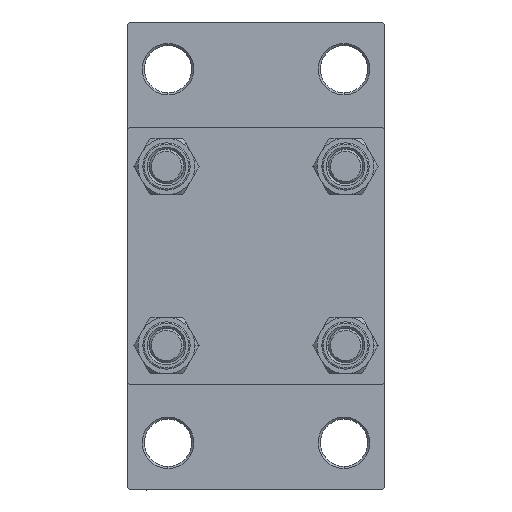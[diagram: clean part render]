
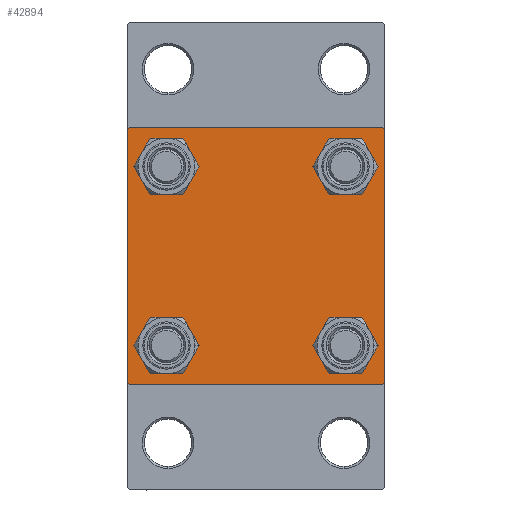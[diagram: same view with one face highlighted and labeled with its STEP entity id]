
A CAD part, left-side view. The second image highlights one B-rep face of the part: STEP entity #42894.
In plain terms, the highlighted planar face has unit normal (-1, 0, 0).
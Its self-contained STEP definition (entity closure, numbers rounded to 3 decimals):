
#349 = LINE ( 'NONE', #3700, #13872 ) ;
#1008 = ORIENTED_EDGE ( 'NONE', *, *, #26357, .T. ) ;
#1105 = ORIENTED_EDGE ( 'NONE', *, *, #4433, .T. ) ;
#1557 = VERTEX_POINT ( 'NONE', #17228 ) ;
#2021 = DIRECTION ( 'NONE',  ( 0., -0.707, -0.707 ) ) ;
#2251 = DIRECTION ( 'NONE',  ( 1., 0., 0. ) ) ;
#2498 = LINE ( 'NONE', #35141, #29261 ) ;
#2668 = VECTOR ( 'NONE', #17201, 1000. ) ;
#3281 = EDGE_CURVE ( 'NONE', #20563, #23853, #33438, .T. ) ;
#3433 = EDGE_LOOP ( 'NONE', ( #1105, #9941 ) ) ;
#3700 = CARTESIAN_POINT ( 'NONE',  ( 0., 30., 30. ) ) ;
#3726 = LINE ( 'NONE', #7319, #47433 ) ;
#4296 = CARTESIAN_POINT ( 'NONE',  ( 0., -30., 30. ) ) ;
#4433 = EDGE_CURVE ( 'NONE', #8607, #36080, #41141, .T. ) ;
#4531 = DIRECTION ( 'NONE',  ( 0., 0., -1. ) ) ;
#4701 = DIRECTION ( 'NONE',  ( 1., 0., 0. ) ) ;
#4802 = PLANE ( 'NONE',  #11051 ) ;
#5270 = VECTOR ( 'NONE', #46604, 1000. ) ;
#5290 = CIRCLE ( 'NONE', #41322, 4.5 ) ;
#5447 = CIRCLE ( 'NONE', #43735, 4.5 ) ;
#5562 = ORIENTED_EDGE ( 'NONE', *, *, #24614, .T. ) ;
#6362 = DIRECTION ( 'NONE',  ( 0., 0., 1. ) ) ;
#7179 = LINE ( 'NONE', #4296, #23237 ) ;
#7319 = CARTESIAN_POINT ( 'NONE',  ( 0., 30., 30. ) ) ;
#7326 = VERTEX_POINT ( 'NONE', #11924 ) ;
#7668 = AXIS2_PLACEMENT_3D ( 'NONE', #31802, #24605, #6362 ) ;
#7937 = FACE_BOUND ( 'NONE', #12506, .T. ) ;
#8165 = AXIS2_PLACEMENT_3D ( 'NONE', #22599, #37232, #24015 ) ;
#8607 = VERTEX_POINT ( 'NONE', #32217 ) ;
#8845 = CARTESIAN_POINT ( 'NONE',  ( 0., -30., 29.5 ) ) ;
#9224 = ORIENTED_EDGE ( 'NONE', *, *, #24993, .T. ) ;
#9610 = DIRECTION ( 'NONE',  ( 1., 0., 0. ) ) ;
#9941 = ORIENTED_EDGE ( 'NONE', *, *, #24075, .T. ) ;
#10348 = CARTESIAN_POINT ( 'NONE',  ( 0., 30., -30. ) ) ;
#11051 = AXIS2_PLACEMENT_3D ( 'NONE', #33128, #32885, #33854 ) ;
#11111 = ORIENTED_EDGE ( 'NONE', *, *, #26010, .T. ) ;
#11650 = VERTEX_POINT ( 'NONE', #47314 ) ;
#11885 = ORIENTED_EDGE ( 'NONE', *, *, #13525, .T. ) ;
#11924 = CARTESIAN_POINT ( 'NONE',  ( 0., 30., 29.5 ) ) ;
#12003 = FACE_BOUND ( 'NONE', #36795, .T. ) ;
#12184 = VERTEX_POINT ( 'NONE', #21042 ) ;
#12506 = EDGE_LOOP ( 'NONE', ( #37963, #1008 ) ) ;
#12634 = CIRCLE ( 'NONE', #16474, 4.5 ) ;
#13525 = EDGE_CURVE ( 'NONE', #43910, #36309, #28835, .T. ) ;
#13769 = CIRCLE ( 'NONE', #7668, 4.5 ) ;
#13872 = VECTOR ( 'NONE', #33448, 1000. ) ;
#13938 = CARTESIAN_POINT ( 'NONE',  ( 0., 29.5, -30. ) ) ;
#14475 = ORIENTED_EDGE ( 'NONE', *, *, #31766, .T. ) ;
#14584 = CARTESIAN_POINT ( 'NONE',  ( 0., 20.85, -25.35 ) ) ;
#15734 = DIRECTION ( 'NONE',  ( 0., 0., 1. ) ) ;
#16122 = CARTESIAN_POINT ( 'NONE',  ( 0., -20.85, 20.85 ) ) ;
#16474 = AXIS2_PLACEMENT_3D ( 'NONE', #31838, #35441, #46713 ) ;
#16745 = EDGE_LOOP ( 'NONE', ( #9224, #29403, #11885, #24102, #20538, #5562, #34965, #14475 ) ) ;
#16888 = DIRECTION ( 'NONE',  ( 0., 0., 1. ) ) ;
#17062 = DIRECTION ( 'NONE',  ( 1., 0., 0. ) ) ;
#17201 = DIRECTION ( 'NONE',  ( 0., -0.707, 0.707 ) ) ;
#17228 = CARTESIAN_POINT ( 'NONE',  ( 0., 20.85, -16.35 ) ) ;
#17675 = EDGE_CURVE ( 'NONE', #37701, #1557, #5447, .T. ) ;
#20319 = VERTEX_POINT ( 'NONE', #45597 ) ;
#20332 = LINE ( 'NONE', #46016, #2668 ) ;
#20538 = ORIENTED_EDGE ( 'NONE', *, *, #39674, .F. ) ;
#20563 = VERTEX_POINT ( 'NONE', #30840 ) ;
#20628 = CIRCLE ( 'NONE', #29820, 4.5 ) ;
#20912 = CARTESIAN_POINT ( 'NONE',  ( 0., 29.75, 29.75 ) ) ;
#21038 = VERTEX_POINT ( 'NONE', #36611 ) ;
#21042 = CARTESIAN_POINT ( 'NONE',  ( 0., 30., -29.5 ) ) ;
#22599 = CARTESIAN_POINT ( 'NONE',  ( 0., -20.85, 20.85 ) ) ;
#23237 = VECTOR ( 'NONE', #4531, 1000. ) ;
#23853 = VERTEX_POINT ( 'NONE', #30863 ) ;
#24015 = DIRECTION ( 'NONE',  ( 0., 0., 1. ) ) ;
#24075 = EDGE_CURVE ( 'NONE', #36080, #8607, #13769, .T. ) ;
#24102 = ORIENTED_EDGE ( 'NONE', *, *, #44495, .T. ) ;
#24366 = VERTEX_POINT ( 'NONE', #8845 ) ;
#24605 = DIRECTION ( 'NONE',  ( 1., 0., 0. ) ) ;
#24614 = EDGE_CURVE ( 'NONE', #24366, #37080, #39538, .T. ) ;
#24731 = CARTESIAN_POINT ( 'NONE',  ( 0., 20.85, -20.85 ) ) ;
#24841 = ORIENTED_EDGE ( 'NONE', *, *, #17675, .T. ) ;
#24993 = EDGE_CURVE ( 'NONE', #7326, #12184, #3726, .T. ) ;
#25359 = CARTESIAN_POINT ( 'NONE',  ( 0., 20.85, 20.85 ) ) ;
#26010 = EDGE_CURVE ( 'NONE', #20319, #29998, #5290, .T. ) ;
#26309 = CARTESIAN_POINT ( 'NONE',  ( 0., 20.85, -20.85 ) ) ;
#26357 = EDGE_CURVE ( 'NONE', #23853, #20563, #20628, .T. ) ;
#26405 = FACE_BOUND ( 'NONE', #3433, .T. ) ;
#27211 = EDGE_CURVE ( 'NONE', #1557, #37701, #46702, .T. ) ;
#27372 = EDGE_LOOP ( 'NONE', ( #31372, #11111 ) ) ;
#28237 = DIRECTION ( 'NONE',  ( 1., 0., 0. ) ) ;
#28333 = VECTOR ( 'NONE', #29214, 1000. ) ;
#28835 = LINE ( 'NONE', #10348, #5270 ) ;
#29214 = DIRECTION ( 'NONE',  ( 0., 0.707, 0.707 ) ) ;
#29261 = VECTOR ( 'NONE', #2021, 1000. ) ;
#29283 = FACE_BOUND ( 'NONE', #27372, .T. ) ;
#29403 = ORIENTED_EDGE ( 'NONE', *, *, #33009, .T. ) ;
#29820 = AXIS2_PLACEMENT_3D ( 'NONE', #16122, #17062, #45408 ) ;
#29998 = VERTEX_POINT ( 'NONE', #42466 ) ;
#30840 = CARTESIAN_POINT ( 'NONE',  ( 0., -20.85, 25.35 ) ) ;
#30863 = CARTESIAN_POINT ( 'NONE',  ( 0., -20.85, 16.35 ) ) ;
#31372 = ORIENTED_EDGE ( 'NONE', *, *, #43609, .T. ) ;
#31396 = AXIS2_PLACEMENT_3D ( 'NONE', #26309, #4701, #15734 ) ;
#31455 = EDGE_CURVE ( 'NONE', #21038, #37080, #349, .T. ) ;
#31766 = EDGE_CURVE ( 'NONE', #21038, #7326, #39165, .T. ) ;
#31802 = CARTESIAN_POINT ( 'NONE',  ( 0., 20.85, 20.85 ) ) ;
#31838 = CARTESIAN_POINT ( 'NONE',  ( 0., -20.85, -20.85 ) ) ;
#31953 = DIRECTION ( 'NONE',  ( 0., 0.707, -0.707 ) ) ;
#32217 = CARTESIAN_POINT ( 'NONE',  ( 0., 20.85, 25.35 ) ) ;
#32814 = ORIENTED_EDGE ( 'NONE', *, *, #27211, .T. ) ;
#32885 = DIRECTION ( 'NONE',  ( -1., 0., 0. ) ) ;
#33009 = EDGE_CURVE ( 'NONE', #12184, #43910, #2498, .T. ) ;
#33057 = CARTESIAN_POINT ( 'NONE',  ( 0., -29.75, 29.75 ) ) ;
#33128 = CARTESIAN_POINT ( 'NONE',  ( 0., 0., 0. ) ) ;
#33438 = CIRCLE ( 'NONE', #8165, 4.5 ) ;
#33448 = DIRECTION ( 'NONE',  ( 0., -1., 0. ) ) ;
#33854 = DIRECTION ( 'NONE',  ( 0., 0., 1. ) ) ;
#34965 = ORIENTED_EDGE ( 'NONE', *, *, #31455, .F. ) ;
#35129 = CARTESIAN_POINT ( 'NONE',  ( 0., -20.85, -20.85 ) ) ;
#35141 = CARTESIAN_POINT ( 'NONE',  ( 0., 29.75, -29.75 ) ) ;
#35441 = DIRECTION ( 'NONE',  ( 1., 0., 0. ) ) ;
#35675 = DIRECTION ( 'NONE',  ( 0., 0., 1. ) ) ;
#36080 = VERTEX_POINT ( 'NONE', #43381 ) ;
#36309 = VERTEX_POINT ( 'NONE', #46219 ) ;
#36611 = CARTESIAN_POINT ( 'NONE',  ( 0., 29.5, 30. ) ) ;
#36795 = EDGE_LOOP ( 'NONE', ( #32814, #24841 ) ) ;
#37080 = VERTEX_POINT ( 'NONE', #45820 ) ;
#37232 = DIRECTION ( 'NONE',  ( 1., 0., 0. ) ) ;
#37449 = FACE_OUTER_BOUND ( 'NONE', #16745, .T. ) ;
#37701 = VERTEX_POINT ( 'NONE', #14584 ) ;
#37963 = ORIENTED_EDGE ( 'NONE', *, *, #3281, .T. ) ;
#39165 = LINE ( 'NONE', #20912, #39949 ) ;
#39538 = LINE ( 'NONE', #33057, #28333 ) ;
#39674 = EDGE_CURVE ( 'NONE', #24366, #11650, #7179, .T. ) ;
#39949 = VECTOR ( 'NONE', #31953, 1000. ) ;
#40191 = DIRECTION ( 'NONE',  ( 0., 0., -1. ) ) ;
#41141 = CIRCLE ( 'NONE', #43436, 4.5 ) ;
#41322 = AXIS2_PLACEMENT_3D ( 'NONE', #35129, #2251, #16888 ) ;
#42466 = CARTESIAN_POINT ( 'NONE',  ( 0., -20.85, -16.35 ) ) ;
#42501 = DIRECTION ( 'NONE',  ( 0., 0., 1. ) ) ;
#42894 = ADVANCED_FACE ( 'NONE', ( #7937, #29283, #12003, #26405, #37449 ), #4802, .T. ) ;
#43381 = CARTESIAN_POINT ( 'NONE',  ( 0., 20.85, 16.35 ) ) ;
#43436 = AXIS2_PLACEMENT_3D ( 'NONE', #25359, #28237, #35675 ) ;
#43609 = EDGE_CURVE ( 'NONE', #29998, #20319, #12634, .T. ) ;
#43735 = AXIS2_PLACEMENT_3D ( 'NONE', #24731, #9610, #42501 ) ;
#43910 = VERTEX_POINT ( 'NONE', #13938 ) ;
#44495 = EDGE_CURVE ( 'NONE', #36309, #11650, #20332, .T. ) ;
#45408 = DIRECTION ( 'NONE',  ( 0., 0., 1. ) ) ;
#45597 = CARTESIAN_POINT ( 'NONE',  ( 0., -20.85, -25.35 ) ) ;
#45820 = CARTESIAN_POINT ( 'NONE',  ( 0., -29.5, 30. ) ) ;
#46016 = CARTESIAN_POINT ( 'NONE',  ( 0., -29.75, -29.75 ) ) ;
#46219 = CARTESIAN_POINT ( 'NONE',  ( 0., -29.5, -30. ) ) ;
#46604 = DIRECTION ( 'NONE',  ( 0., -1., 0. ) ) ;
#46702 = CIRCLE ( 'NONE', #31396, 4.5 ) ;
#46713 = DIRECTION ( 'NONE',  ( 0., 0., 1. ) ) ;
#47314 = CARTESIAN_POINT ( 'NONE',  ( 0., -30., -29.5 ) ) ;
#47433 = VECTOR ( 'NONE', #40191, 1000. ) ;
